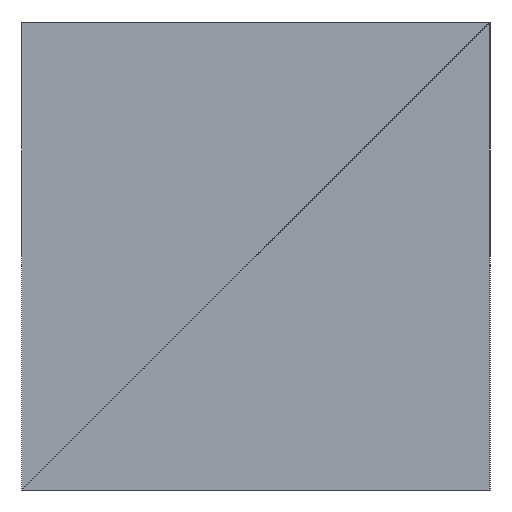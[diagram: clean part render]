
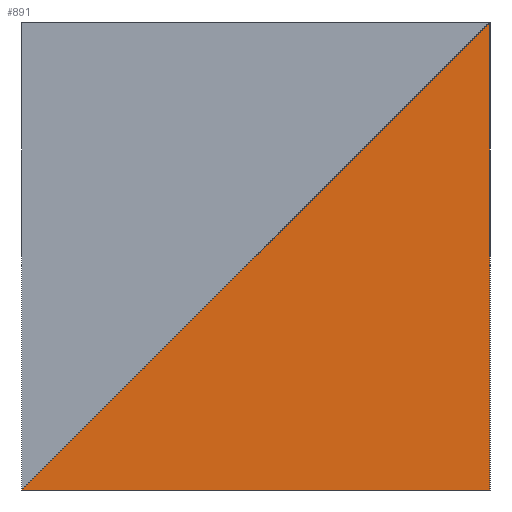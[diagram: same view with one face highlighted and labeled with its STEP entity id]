
A CAD part, left-side view. The second image highlights one B-rep face of the part: STEP entity #891.
In plain terms, the highlighted planar face has unit normal (-1, 0, 0).
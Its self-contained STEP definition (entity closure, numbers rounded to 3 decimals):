
#891=ADVANCED_FACE('',(#892),#918,.F.);
#892=FACE_OUTER_BOUND('',#893,.T.);
#893=EDGE_LOOP('',(#894,#896,#898));
#894=ORIENTED_EDGE('',*,*,#895,.T.);
#895=EDGE_CURVE('',#900,#902,#904,.T.);
#896=ORIENTED_EDGE('',*,*,#897,.T.);
#897=EDGE_CURVE('',#902,#908,#910,.T.);
#898=ORIENTED_EDGE('',*,*,#899,.T.);
#899=EDGE_CURVE('',#908,#900,#914,.T.);
#900=VERTEX_POINT('',#901);
#901=CARTESIAN_POINT('',(-1.105,0.724,0.0));
#902=VERTEX_POINT('',#903);
#903=CARTESIAN_POINT('',(-1.105,-0.724,1.448));
#904=LINE('',#905,#906);
#905=CARTESIAN_POINT('',(-1.105,0.724,0.0));
#906=VECTOR('',#907,1.0);
#907=DIRECTION('',(0.0,0.707,-0.707));
#908=VERTEX_POINT('',#909);
#909=CARTESIAN_POINT('',(-1.105,-0.724,0.0));
#910=LINE('',#911,#912);
#911=CARTESIAN_POINT('',(-1.105,-0.724,1.448));
#912=VECTOR('',#913,1.0);
#913=DIRECTION('',(0.0,0.0,1.0));
#914=LINE('',#915,#916);
#915=CARTESIAN_POINT('',(-1.105,-0.724,0.0));
#916=VECTOR('',#917,1.0);
#917=DIRECTION('',(0.0,-1.0,0.0));
#918=PLANE('',#919);
#919=AXIS2_PLACEMENT_3D('',#920,#921,#922);
#920=CARTESIAN_POINT('',(-1.105,-0.724,1.448));
#921=DIRECTION('',(1.0,0.0,0.0));
#922=DIRECTION('',(0.0,1.0,0.0));
